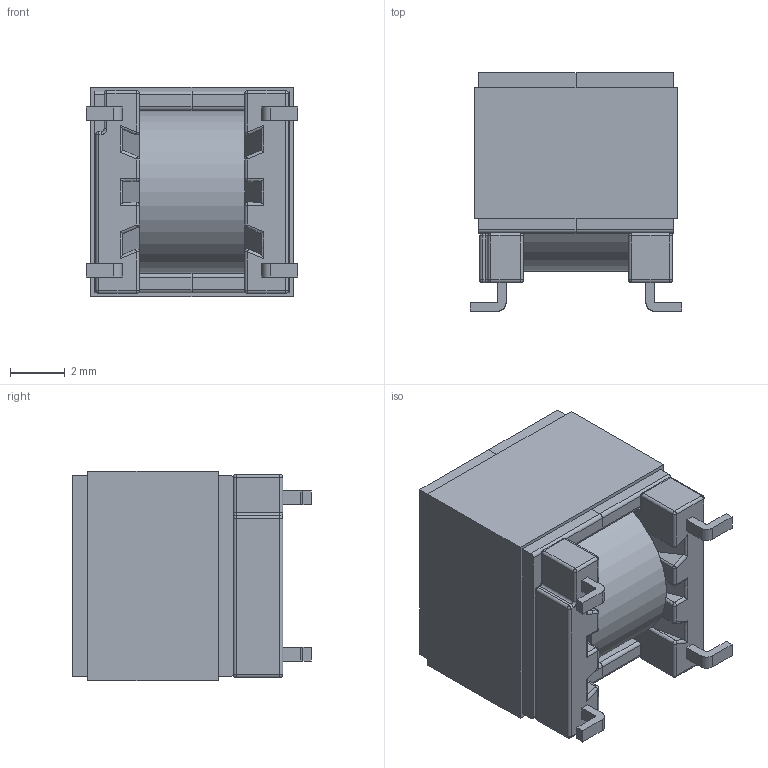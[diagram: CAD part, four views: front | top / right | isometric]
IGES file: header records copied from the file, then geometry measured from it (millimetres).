
Start section: SolidWorks IGES file using analytic representation for surfaces
Global section: file name: EPX6_5946_MP2-3-6-7.IGS; native system: SolidWorks 2017; preprocessor: SolidWorks 2017; author: e.wtnpm; date: 210810.085915; units: millimetre
Bounding box: 7.7 x 8.69 x 7.63 mm (x, y, z)
Surface area: 1173.8 mm2 (no closed solid volume)
Topology: 0 solids, 0 shells, 298 faces, 2236 edges, 2210 vertices
Faces by surface type: bspline 150, revolution 148
